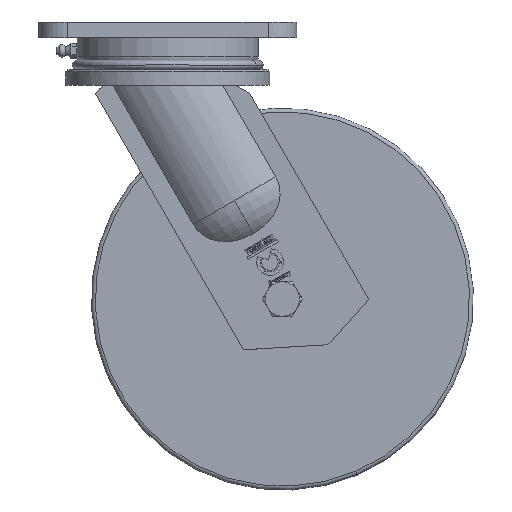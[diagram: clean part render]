
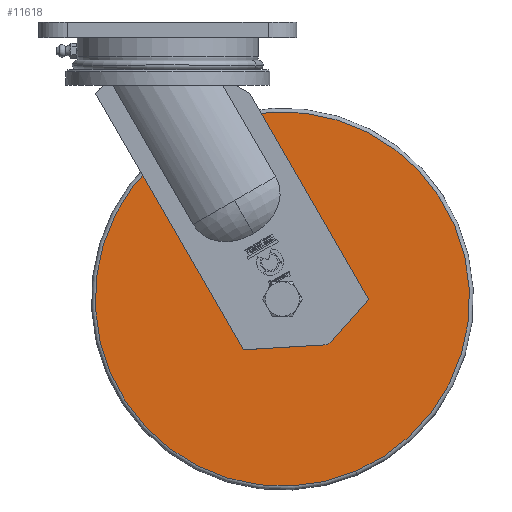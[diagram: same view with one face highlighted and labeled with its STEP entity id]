
A CAD part, top view. The second image highlights one B-rep face of the part: STEP entity #11618.
In plain terms, the highlighted planar face has unit normal (0, 0, 1).
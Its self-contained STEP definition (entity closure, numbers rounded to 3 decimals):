
#36 = AXIS2_PLACEMENT_3D ( 'NONE', #4122, #26904, #7464 ) ;
#1717 = DIRECTION ( 'NONE',  ( 0., 0., 1. ) ) ;
#2622 = CARTESIAN_POINT ( 'NONE',  ( 60., -145., 30. ) ) ;
#4122 = CARTESIAN_POINT ( 'NONE',  ( 60., -145., 30. ) ) ;
#4140 = AXIS2_PLACEMENT_3D ( 'NONE', #2622, #25432, #5956 ) ;
#5956 = DIRECTION ( 'NONE',  ( -0.391, 0.92, 0. ) ) ;
#6152 = AXIS2_PLACEMENT_3D ( 'NONE', #26201, #6713, #29467 ) ;
#6713 = DIRECTION ( 'NONE',  ( 0., 0., 1. ) ) ;
#7464 = DIRECTION ( 'NONE',  ( -0.391, 0.92, 0. ) ) ;
#8482 = CIRCLE ( 'NONE', #6152, 98. ) ;
#9012 = EDGE_CURVE ( 'NONE', #14434, #22022, #8482, .T. ) ;
#10671 = PLANE ( 'NONE',  #36 ) ;
#10748 = EDGE_CURVE ( 'NONE', #22022, #14434, #23883, .T. ) ;
#11618 = ADVANCED_FACE ( 'NONE', ( #14642, #40405 ), #10671, .F. ) ;
#12151 = CARTESIAN_POINT ( 'NONE',  ( 21.667, -54.808, 30. ) ) ;
#13814 = ORIENTED_EDGE ( 'NONE', *, *, #10748, .T. ) ;
#14434 = VERTEX_POINT ( 'NONE', #12151 ) ;
#14642 = FACE_BOUND ( 'NONE', #23968, .T. ) ;
#14999 = ORIENTED_EDGE ( 'NONE', *, *, #39361, .T. ) ;
#17606 = ORIENTED_EDGE ( 'NONE', *, *, #28966, .T. ) ;
#18968 = DIRECTION ( 'NONE',  ( 0., 0., -1. ) ) ;
#20808 = CIRCLE ( 'NONE', #4140, 23.5 ) ;
#21304 = CARTESIAN_POINT ( 'NONE',  ( 60., -145., 30. ) ) ;
#22022 = VERTEX_POINT ( 'NONE', #30215 ) ;
#23883 = CIRCLE ( 'NONE', #39750, 98. ) ;
#23968 = EDGE_LOOP ( 'NONE', ( #14999, #17606 ) ) ;
#24559 = DIRECTION ( 'NONE',  ( -0.391, 0.92, 0. ) ) ;
#25409 = CARTESIAN_POINT ( 'NONE',  ( 50.808, -123.372, 30. ) ) ;
#25432 = DIRECTION ( 'NONE',  ( 0., 0., -1. ) ) ;
#26201 = CARTESIAN_POINT ( 'NONE',  ( 60., -145., 30. ) ) ;
#26904 = DIRECTION ( 'NONE',  ( 0., 0., -1. ) ) ;
#28966 = EDGE_CURVE ( 'NONE', #34249, #39824, #36902, .T. ) ;
#29467 = DIRECTION ( 'NONE',  ( -0.391, 0.92, 0. ) ) ;
#30215 = CARTESIAN_POINT ( 'NONE',  ( 98.333, -235.192, 30. ) ) ;
#34249 = VERTEX_POINT ( 'NONE', #38624 ) ;
#36902 = CIRCLE ( 'NONE', #38494, 23.5 ) ;
#37148 = ORIENTED_EDGE ( 'NONE', *, *, #9012, .T. ) ;
#38308 = CARTESIAN_POINT ( 'NONE',  ( 60., -145., 30. ) ) ;
#38494 = AXIS2_PLACEMENT_3D ( 'NONE', #38308, #18968, #41569 ) ;
#38624 = CARTESIAN_POINT ( 'NONE',  ( 69.192, -166.628, 30. ) ) ;
#39208 = EDGE_LOOP ( 'NONE', ( #37148, #13814 ) ) ;
#39361 = EDGE_CURVE ( 'NONE', #39824, #34249, #20808, .T. ) ;
#39750 = AXIS2_PLACEMENT_3D ( 'NONE', #21304, #1717, #24559 ) ;
#39824 = VERTEX_POINT ( 'NONE', #25409 ) ;
#40405 = FACE_OUTER_BOUND ( 'NONE', #39208, .T. ) ;
#41569 = DIRECTION ( 'NONE',  ( -0.391, 0.92, 0. ) ) ;
